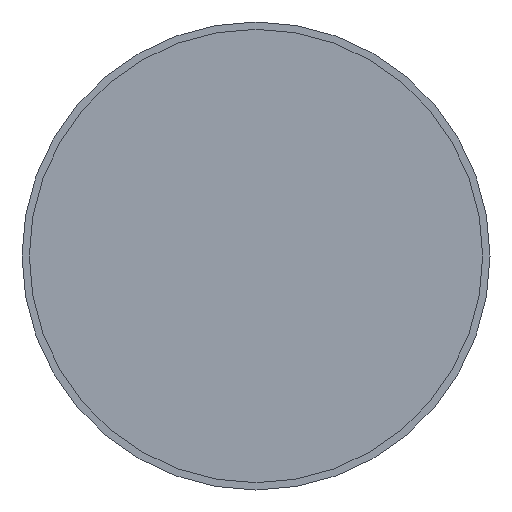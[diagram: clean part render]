
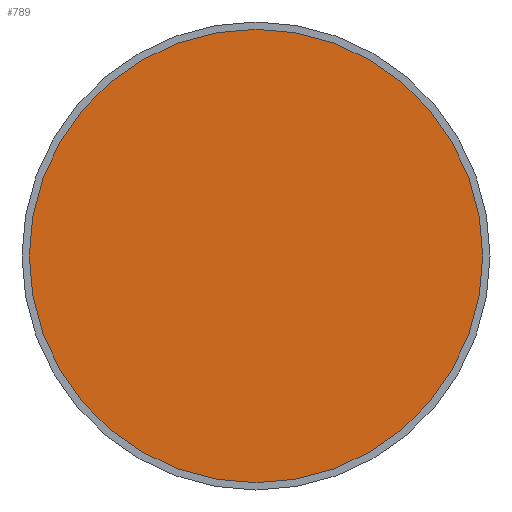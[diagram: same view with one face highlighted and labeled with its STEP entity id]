
A CAD part, front view. The second image highlights one B-rep face of the part: STEP entity #789.
In plain terms, the highlighted planar face has unit normal (0, -1, 0).
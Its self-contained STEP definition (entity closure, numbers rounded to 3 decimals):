
#56=PLANE('',#871);
#92=FACE_OUTER_BOUND('',#139,.T.);
#139=EDGE_LOOP('',(#544,#545));
#222=CIRCLE('',#872,15.5);
#223=CIRCLE('',#873,15.5);
#307=VERTEX_POINT('',#1355);
#308=VERTEX_POINT('',#1356);
#404=EDGE_CURVE('',#307,#308,#222,.T.);
#405=EDGE_CURVE('',#308,#307,#223,.T.);
#544=ORIENTED_EDGE('',*,*,#404,.T.);
#545=ORIENTED_EDGE('',*,*,#405,.T.);
#789=ADVANCED_FACE('',(#92),#56,.T.);
#871=AXIS2_PLACEMENT_3D('',#1354,#1032,#1033);
#872=AXIS2_PLACEMENT_3D('',#1357,#1034,#1035);
#873=AXIS2_PLACEMENT_3D('',#1358,#1036,#1037);
#1032=DIRECTION('center_axis',(0.,-1.,0.));
#1033=DIRECTION('ref_axis',(0.,0.,-1.));
#1034=DIRECTION('center_axis',(0.,-1.,0.));
#1035=DIRECTION('ref_axis',(1.,0.,0.));
#1036=DIRECTION('center_axis',(0.,-1.,0.));
#1037=DIRECTION('ref_axis',(1.,0.,0.));
#1354=CARTESIAN_POINT('Origin',(7.75,0.,0.));
#1355=CARTESIAN_POINT('',(15.5,0.,0.));
#1356=CARTESIAN_POINT('',(-15.5,0.,0.));
#1357=CARTESIAN_POINT('Origin',(0.,0.,0.));
#1358=CARTESIAN_POINT('Origin',(0.,0.,0.));
